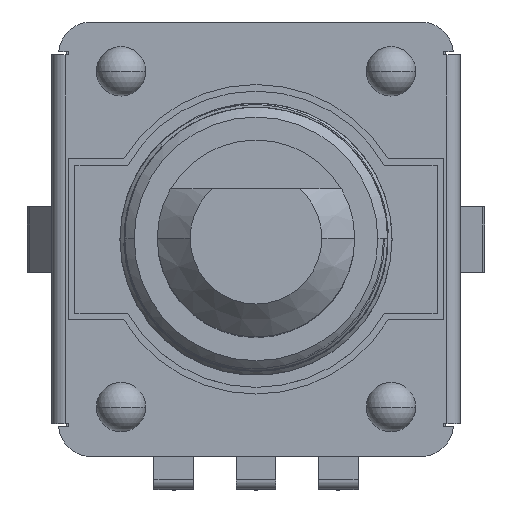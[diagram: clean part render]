
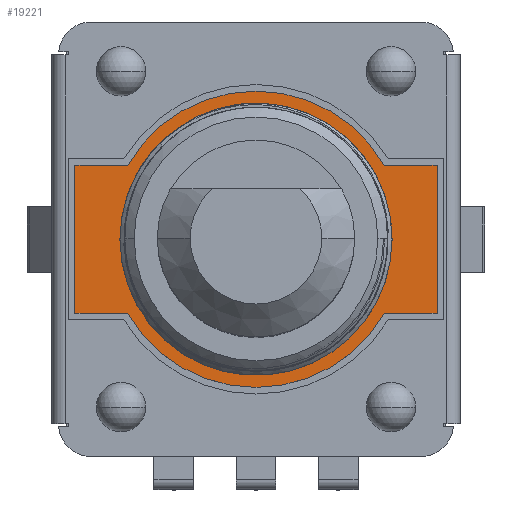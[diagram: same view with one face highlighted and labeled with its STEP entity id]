
A CAD part, top view. The second image highlights one B-rep face of the part: STEP entity #19221.
In plain terms, the highlighted planar face has unit normal (0, 0, 1).
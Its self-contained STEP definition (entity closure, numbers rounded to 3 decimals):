
#161 = CARTESIAN_POINT ( 'NONE',  ( -3.609, -2.015, 5.5 ) ) ;
#278 = VECTOR ( 'NONE', #4018, 1000. ) ;
#439 = EDGE_CURVE ( 'NONE', #28061, #23314, #20873, .T. ) ;
#1059 = ORIENTED_EDGE ( 'NONE', *, *, #439, .T. ) ;
#1697 = DIRECTION ( 'NONE',  ( 1., 0., 0. ) ) ;
#2009 = DIRECTION ( 'NONE',  ( 1., 0., 0. ) ) ;
#2620 = EDGE_CURVE ( 'NONE', #8928, #19944, #10202, .T. ) ;
#2661 = VERTEX_POINT ( 'NONE', #13634 ) ;
#2675 = AXIS2_PLACEMENT_3D ( 'NONE', #23961, #23798, #1697 ) ;
#2773 = DIRECTION ( 'NONE',  ( 1., 0., 0. ) ) ;
#3190 = VECTOR ( 'NONE', #5849, 1000. ) ;
#3455 = ORIENTED_EDGE ( 'NONE', *, *, #9479, .T. ) ;
#3540 = AXIS2_PLACEMENT_3D ( 'NONE', #24287, #19409, #2009 ) ;
#3730 = LINE ( 'NONE', #21438, #3190 ) ;
#4018 = DIRECTION ( 'NONE',  ( -1., 0., 0. ) ) ;
#4118 = ORIENTED_EDGE ( 'NONE', *, *, #10642, .T. ) ;
#4165 = CIRCLE ( 'NONE', #17656, 4.5 ) ;
#4329 = CARTESIAN_POINT ( 'NONE',  ( 5.5, -2.25, 5.5 ) ) ;
#4501 = VERTEX_POINT ( 'NONE', #21285 ) ;
#5419 = CIRCLE ( 'NONE', #19985, 4.134 ) ;
#5849 = DIRECTION ( 'NONE',  ( 1., 0., 0. ) ) ;
#6389 = EDGE_CURVE ( 'NONE', #15697, #28061, #16003, .T. ) ;
#7423 = B_SPLINE_CURVE_WITH_KNOTS ( 'NONE', 3,
 ( #29336, #9645, #21380, #9018 ),
 .UNSPECIFIED., .F., .F.,
 ( 4, 4 ),
 ( 0., 1. ),
 .UNSPECIFIED. ) ;
#7939 = CARTESIAN_POINT ( 'NONE',  ( 3.897, 2.25, 5.5 ) ) ;
#8356 = CARTESIAN_POINT ( 'NONE',  ( -3.615, -2.005, 5.5 ) ) ;
#8414 = DIRECTION ( 'NONE',  ( 1., 0., 0. ) ) ;
#8928 = VERTEX_POINT ( 'NONE', #14171 ) ;
#9018 = CARTESIAN_POINT ( 'NONE',  ( -3.615, -2.005, 5.5 ) ) ;
#9128 = DIRECTION ( 'NONE',  ( 0., 1., 0. ) ) ;
#9249 = VERTEX_POINT ( 'NONE', #8356 ) ;
#9479 = EDGE_CURVE ( 'NONE', #23314, #31228, #20349, .T. ) ;
#9645 = CARTESIAN_POINT ( 'NONE',  ( -3.611, -2.012, 5.5 ) ) ;
#9820 = DIRECTION ( 'NONE',  ( 0., 0., -1. ) ) ;
#10202 = LINE ( 'NONE', #7939, #24745 ) ;
#10642 = EDGE_CURVE ( 'NONE', #9249, #15697, #24336, .T. ) ;
#11083 = EDGE_LOOP ( 'NONE', ( #31272, #15967, #27180, #14917, #12465, #12375, #15275, #20152 ) ) ;
#11164 = PLANE ( 'NONE',  #18833 ) ;
#11603 = DIRECTION ( 'NONE',  ( 0., 0., -1. ) ) ;
#11654 = CARTESIAN_POINT ( 'NONE',  ( 3.897, -2.25, 5.5 ) ) ;
#11721 = LINE ( 'NONE', #31449, #13460 ) ;
#12375 = ORIENTED_EDGE ( 'NONE', *, *, #25634, .T. ) ;
#12465 = ORIENTED_EDGE ( 'NONE', *, *, #18280, .T. ) ;
#13286 = CARTESIAN_POINT ( 'NONE',  ( -5., -5.6, 5.5 ) ) ;
#13460 = VECTOR ( 'NONE', #9128, 1000. ) ;
#13634 = CARTESIAN_POINT ( 'NONE',  ( -5.5, -2.25, 5.5 ) ) ;
#14171 = CARTESIAN_POINT ( 'NONE',  ( 5.5, 2.25, 5.5 ) ) ;
#14483 = AXIS2_PLACEMENT_3D ( 'NONE', #21670, #11603, #31626 ) ;
#14572 = VECTOR ( 'NONE', #21782, 1000. ) ;
#14673 = CARTESIAN_POINT ( 'NONE',  ( -3.647, 1.945, 5.5 ) ) ;
#14749 = ORIENTED_EDGE ( 'NONE', *, *, #27730, .T. ) ;
#14917 = ORIENTED_EDGE ( 'NONE', *, *, #17961, .T. ) ;
#15275 = ORIENTED_EDGE ( 'NONE', *, *, #16601, .T. ) ;
#15697 = VERTEX_POINT ( 'NONE', #25959 ) ;
#15773 = DIRECTION ( 'NONE',  ( 0., 0., 1. ) ) ;
#15794 = LINE ( 'NONE', #17715, #29002 ) ;
#15967 = ORIENTED_EDGE ( 'NONE', *, *, #30061, .T. ) ;
#16003 = CIRCLE ( 'NONE', #3540, 4.134 ) ;
#16030 = VERTEX_POINT ( 'NONE', #161 ) ;
#16057 = FACE_OUTER_BOUND ( 'NONE', #11083, .T. ) ;
#16540 = LINE ( 'NONE', #18799, #278 ) ;
#16601 = EDGE_CURVE ( 'NONE', #25182, #19243, #15794, .T. ) ;
#16910 = VERTEX_POINT ( 'NONE', #18637 ) ;
#17054 = LINE ( 'NONE', #19658, #14572 ) ;
#17656 = AXIS2_PLACEMENT_3D ( 'NONE', #30843, #29126, #23156 ) ;
#17715 = CARTESIAN_POINT ( 'NONE',  ( 3.897, -2.25, 5.5 ) ) ;
#17961 = EDGE_CURVE ( 'NONE', #20406, #2661, #17054, .T. ) ;
#18280 = EDGE_CURVE ( 'NONE', #2661, #16910, #3730, .T. ) ;
#18637 = CARTESIAN_POINT ( 'NONE',  ( -3.897, -2.25, 5.5 ) ) ;
#18799 = CARTESIAN_POINT ( 'NONE',  ( -5.5, 2.25, 5.5 ) ) ;
#18833 = AXIS2_PLACEMENT_3D ( 'NONE', #13286, #25815, #28424 ) ;
#18925 = CARTESIAN_POINT ( 'NONE',  ( -5.5, 2.25, 5.5 ) ) ;
#19221 = ADVANCED_FACE ( 'NONE', ( #31365, #16057 ), #11164, .T. ) ;
#19243 = VERTEX_POINT ( 'NONE', #4329 ) ;
#19409 = DIRECTION ( 'NONE',  ( 0., 0., -1. ) ) ;
#19658 = CARTESIAN_POINT ( 'NONE',  ( -5.5, 2.25, 5.5 ) ) ;
#19753 = DIRECTION ( 'NONE',  ( 1., 0., 0. ) ) ;
#19944 = VERTEX_POINT ( 'NONE', #25191 ) ;
#19985 = AXIS2_PLACEMENT_3D ( 'NONE', #27748, #9820, #19753 ) ;
#20060 = EDGE_CURVE ( 'NONE', #4501, #20406, #16540, .T. ) ;
#20152 = ORIENTED_EDGE ( 'NONE', *, *, #27967, .T. ) ;
#20349 = CIRCLE ( 'NONE', #27123, 4.134 ) ;
#20406 = VERTEX_POINT ( 'NONE', #18925 ) ;
#20767 = CARTESIAN_POINT ( 'NONE',  ( 0., 0., 5.5 ) ) ;
#20873 = CIRCLE ( 'NONE', #2675, 4.134 ) ;
#21285 = CARTESIAN_POINT ( 'NONE',  ( -3.897, 2.25, 5.5 ) ) ;
#21380 = CARTESIAN_POINT ( 'NONE',  ( -3.613, -2.008, 5.5 ) ) ;
#21438 = CARTESIAN_POINT ( 'NONE',  ( -5.5, -2.25, 5.5 ) ) ;
#21670 = CARTESIAN_POINT ( 'NONE',  ( 0., 0., 5.5 ) ) ;
#21782 = DIRECTION ( 'NONE',  ( 0., -1., 0. ) ) ;
#23156 = DIRECTION ( 'NONE',  ( 1., 0., 0. ) ) ;
#23314 = VERTEX_POINT ( 'NONE', #30540 ) ;
#23798 = DIRECTION ( 'NONE',  ( 0., 0., -1. ) ) ;
#23961 = CARTESIAN_POINT ( 'NONE',  ( 0., 0., 5.5 ) ) ;
#24287 = CARTESIAN_POINT ( 'NONE',  ( 0., 0., 5.5 ) ) ;
#24336 = CIRCLE ( 'NONE', #14483, 4.134 ) ;
#24745 = VECTOR ( 'NONE', #25506, 1000. ) ;
#25025 = CARTESIAN_POINT ( 'NONE',  ( 0., 0., 5.5 ) ) ;
#25182 = VERTEX_POINT ( 'NONE', #11654 ) ;
#25191 = CARTESIAN_POINT ( 'NONE',  ( 3.897, 2.25, 5.5 ) ) ;
#25506 = DIRECTION ( 'NONE',  ( -1., 0., 0. ) ) ;
#25634 = EDGE_CURVE ( 'NONE', #16910, #25182, #4165, .T. ) ;
#25815 = DIRECTION ( 'NONE',  ( 0., 0., 1. ) ) ;
#25959 = CARTESIAN_POINT ( 'NONE',  ( -4.134, 0., 5.5 ) ) ;
#26045 = CARTESIAN_POINT ( 'NONE',  ( 4.134, 0., 5.5 ) ) ;
#27031 = ORIENTED_EDGE ( 'NONE', *, *, #30795, .T. ) ;
#27123 = AXIS2_PLACEMENT_3D ( 'NONE', #20767, #30717, #8414 ) ;
#27180 = ORIENTED_EDGE ( 'NONE', *, *, #20060, .T. ) ;
#27219 = ORIENTED_EDGE ( 'NONE', *, *, #6389, .T. ) ;
#27730 = EDGE_CURVE ( 'NONE', #16030, #9249, #7423, .T. ) ;
#27748 = CARTESIAN_POINT ( 'NONE',  ( 0., 0., 5.5 ) ) ;
#27967 = EDGE_CURVE ( 'NONE', #19243, #8928, #11721, .T. ) ;
#28061 = VERTEX_POINT ( 'NONE', #14673 ) ;
#28289 = CIRCLE ( 'NONE', #31896, 4.5 ) ;
#28424 = DIRECTION ( 'NONE',  ( 1., 0., 0. ) ) ;
#29002 = VECTOR ( 'NONE', #2773, 1000. ) ;
#29126 = DIRECTION ( 'NONE',  ( 0., 0., 1. ) ) ;
#29336 = CARTESIAN_POINT ( 'NONE',  ( -3.609, -2.015, 5.5 ) ) ;
#30061 = EDGE_CURVE ( 'NONE', #19944, #4501, #28289, .T. ) ;
#30269 = DIRECTION ( 'NONE',  ( 1., 0., 0. ) ) ;
#30540 = CARTESIAN_POINT ( 'NONE',  ( -2.923, 2.923, 5.5 ) ) ;
#30717 = DIRECTION ( 'NONE',  ( 0., 0., -1. ) ) ;
#30795 = EDGE_CURVE ( 'NONE', #31228, #16030, #5419, .T. ) ;
#30843 = CARTESIAN_POINT ( 'NONE',  ( 0., 0., 5.5 ) ) ;
#31228 = VERTEX_POINT ( 'NONE', #26045 ) ;
#31272 = ORIENTED_EDGE ( 'NONE', *, *, #2620, .T. ) ;
#31365 = FACE_BOUND ( 'NONE', #31777, .T. ) ;
#31449 = CARTESIAN_POINT ( 'NONE',  ( 5.5, 2.25, 5.5 ) ) ;
#31626 = DIRECTION ( 'NONE',  ( 1., 0., 0. ) ) ;
#31777 = EDGE_LOOP ( 'NONE', ( #14749, #4118, #27219, #1059, #3455, #27031 ) ) ;
#31896 = AXIS2_PLACEMENT_3D ( 'NONE', #25025, #15773, #30269 ) ;
